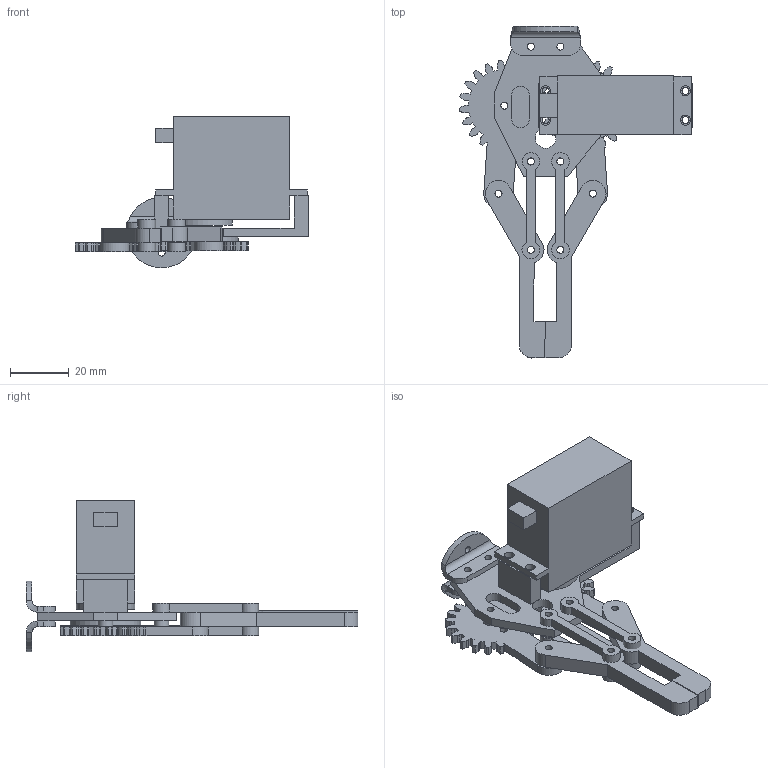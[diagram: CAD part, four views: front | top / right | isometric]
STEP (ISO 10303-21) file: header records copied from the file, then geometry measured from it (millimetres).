
FILE_DESCRIPTION(/* description */ ('','CAx-IF Rec.Pracs.---Representation and Presentation of Product Manufacturing Information (PMI)---4.0---2014-10-13'),/* implementation_level */ '2;1');
FILE_NAME(/* name */ 'Gripper Assembly v8.step',/* time_stamp */ '2025-03-25T16:54:50-04:00',/* author */ (''),/* organization */ (''),/* preprocessor_version */ 'ST-DEVELOPER v20',/* originating_system */ 'Autodesk Translation Framework v13.20.0.188',/* authorisation */ '');
FILE_SCHEMA (('AP242_MANAGED_MODEL_BASED_3D_ENGINEERING_MIM_LF { 1 0 10303 442 1 1 4 }'));
Products named in the file (12): Gripper Assembly; gripper_body; servoMG996R; servo wheel; gear_servo; Spur Gear (20 teeth); gear_2; Spur Gear (20 teeth)_1; bearing2; bar2; grip; joint_gripper
Assembly tree (20 placements, depth 3):
  Gripper Assembly
    gripper_body
    servoMG996R
    servo wheel
    gear_servo
      Spur Gear (20 teeth)  x2
    bearing2  x3
    gear_2
      Spur Gear (20 teeth)_1  x2
    bar2  x4
    grip  x2
    joint_gripper  x2
Bounding box: 79.37 x 112.74 x 51.46 mm (x, y, z)
Volume: 48146.5 mm3; surface area: 25335.9 mm2
Topology: 16 solids, 16 shells, 485 faces, 1326 edges, 877 vertices
Faces by surface type: plane 180, cylinder 159, bspline 146
Full cylindrical faces by diameter (mm): 2.4 x42, 3.4 x4, 5 x5, 7 x1, 8 x1, 9 x1, 12 x1, 20 x1, 24 x1
Entity records: 40143 total; most frequent: CARTESIAN_POINT 29944, ORIENTED_EDGE 2374, DIRECTION 1706, EDGE_CURVE 1187, VERTEX_POINT 787, AXIS2_PLACEMENT_3D 569, LINE 568, VECTOR 568
